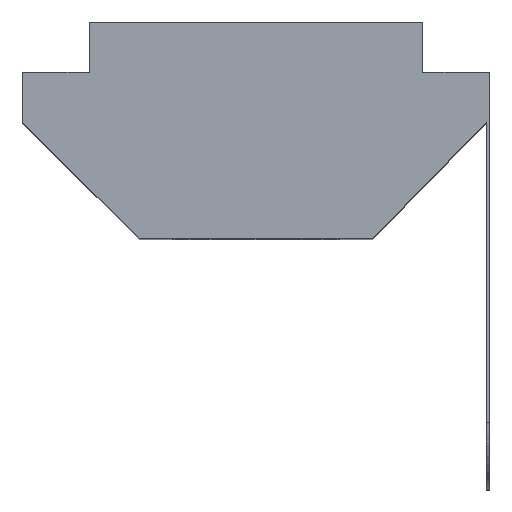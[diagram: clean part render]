
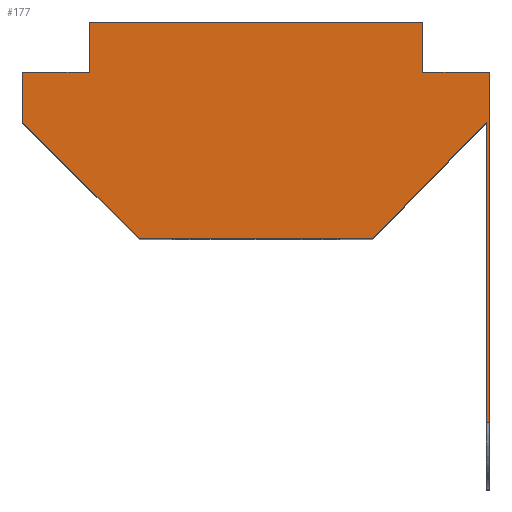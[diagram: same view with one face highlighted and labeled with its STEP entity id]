
A CAD part, top view. The second image highlights one B-rep face of the part: STEP entity #177.
In plain terms, the highlighted planar face has unit normal (0, 0, 1).
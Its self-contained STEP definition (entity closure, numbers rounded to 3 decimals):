
#11 = VERTEX_POINT ( 'NONE', #421 ) ;
#14 = LINE ( 'NONE', #809, #111 ) ;
#28 = VERTEX_POINT ( 'NONE', #362 ) ;
#36 = CARTESIAN_POINT ( 'NONE',  ( 0., -10.5, 20. ) ) ;
#43 = LINE ( 'NONE', #713, #606 ) ;
#65 = EDGE_CURVE ( 'NONE', #192, #28, #291, .T. ) ;
#83 = VERTEX_POINT ( 'NONE', #705 ) ;
#86 = ORIENTED_EDGE ( 'NONE', *, *, #537, .F. ) ;
#96 = CARTESIAN_POINT ( 'NONE',  ( 0., 0., 20. ) ) ;
#111 = VECTOR ( 'NONE', #472, 1000. ) ;
#118 = AXIS2_PLACEMENT_3D ( 'NONE', #714, #375, #646 ) ;
#119 = CARTESIAN_POINT ( 'NONE',  ( 3.5, -5., 20. ) ) ;
#127 = ORIENTED_EDGE ( 'NONE', *, *, #289, .F. ) ;
#139 = EDGE_CURVE ( 'NONE', #11, #604, #357, .T. ) ;
#150 = VERTEX_POINT ( 'NONE', #119 ) ;
#171 = DIRECTION ( 'NONE',  ( -1., 0., 0. ) ) ;
#177 = ADVANCED_FACE ( 'NONE', ( #182 ), #440, .T. ) ;
#182 = FACE_OUTER_BOUND ( 'NONE', #655, .T. ) ;
#192 = VERTEX_POINT ( 'NONE', #751 ) ;
#215 = CARTESIAN_POINT ( 'NONE',  ( 3.5, -5., 20. ) ) ;
#216 = VERTEX_POINT ( 'NONE', #793 ) ;
#222 = ORIENTED_EDGE ( 'NONE', *, *, #771, .F. ) ;
#223 = EDGE_CURVE ( 'NONE', #216, #785, #659, .T. ) ;
#232 = CARTESIAN_POINT ( 'NONE',  ( 14., -10.5, 20. ) ) ;
#233 = DIRECTION ( 'NONE',  ( 1., 0., 0. ) ) ;
#245 = VECTOR ( 'NONE', #560, 1000. ) ;
#256 = LINE ( 'NONE', #525, #326 ) ;
#258 = VERTEX_POINT ( 'NONE', #321 ) ;
#261 = ORIENTED_EDGE ( 'NONE', *, *, #784, .F. ) ;
#272 = ORIENTED_EDGE ( 'NONE', *, *, #781, .F. ) ;
#289 = EDGE_CURVE ( 'NONE', #803, #488, #857, .T. ) ;
#291 = LINE ( 'NONE', #96, #245 ) ;
#321 = CARTESIAN_POINT ( 'NONE',  ( 13.9, -1.5, 20. ) ) ;
#322 = CARTESIAN_POINT ( 'NONE',  ( 12., 0., 20. ) ) ;
#326 = VECTOR ( 'NONE', #859, 1000. ) ;
#337 = LINE ( 'NONE', #215, #779 ) ;
#339 = DIRECTION ( 'NONE',  ( 0., -1., 0. ) ) ;
#346 = VECTOR ( 'NONE', #233, 1000. ) ;
#352 = CARTESIAN_POINT ( 'NONE',  ( 2., 0., 20. ) ) ;
#353 = DIRECTION ( 'NONE',  ( -0.697, -0.717, 0. ) ) ;
#357 = LINE ( 'NONE', #36, #346 ) ;
#362 = CARTESIAN_POINT ( 'NONE',  ( 2., 0., 20. ) ) ;
#375 = DIRECTION ( 'NONE',  ( 0., 0., 1. ) ) ;
#378 = EDGE_CURVE ( 'NONE', #488, #604, #405, .T. ) ;
#387 = CARTESIAN_POINT ( 'NONE',  ( 12., 0., 20. ) ) ;
#396 = CARTESIAN_POINT ( 'NONE',  ( 0., 1.5, 20. ) ) ;
#405 = LINE ( 'NONE', #680, #676 ) ;
#421 = CARTESIAN_POINT ( 'NONE',  ( 13.9, -10.5, 20. ) ) ;
#428 = ORIENTED_EDGE ( 'NONE', *, *, #223, .F. ) ;
#429 = VECTOR ( 'NONE', #353, 1000. ) ;
#433 = LINE ( 'NONE', #352, #484 ) ;
#440 = PLANE ( 'NONE',  #118 ) ;
#448 = ORIENTED_EDGE ( 'NONE', *, *, #139, .T. ) ;
#453 = DIRECTION ( 'NONE',  ( 1., 0., 0. ) ) ;
#457 = EDGE_CURVE ( 'NONE', #258, #608, #555, .T. ) ;
#472 = DIRECTION ( 'NONE',  ( 0., -1., 0. ) ) ;
#480 = LINE ( 'NONE', #748, #711 ) ;
#484 = VECTOR ( 'NONE', #824, 1000. ) ;
#487 = CARTESIAN_POINT ( 'NONE',  ( 14., 0., 20. ) ) ;
#488 = VERTEX_POINT ( 'NONE', #487 ) ;
#509 = CARTESIAN_POINT ( 'NONE',  ( 10.5, -5., 20. ) ) ;
#525 = CARTESIAN_POINT ( 'NONE',  ( 13.9, -12.5, 20. ) ) ;
#537 = EDGE_CURVE ( 'NONE', #608, #150, #43, .T. ) ;
#542 = CARTESIAN_POINT ( 'NONE',  ( 13.9, -1.5, 20. ) ) ;
#543 = DIRECTION ( 'NONE',  ( -0.707, 0.707, 0. ) ) ;
#555 = LINE ( 'NONE', #542, #429 ) ;
#560 = DIRECTION ( 'NONE',  ( 1., 0., 0. ) ) ;
#595 = DIRECTION ( 'NONE',  ( 1., 0., 0. ) ) ;
#604 = VERTEX_POINT ( 'NONE', #232 ) ;
#606 = VECTOR ( 'NONE', #171, 1000. ) ;
#608 = VERTEX_POINT ( 'NONE', #509 ) ;
#646 = DIRECTION ( 'NONE',  ( 1., 0., 0. ) ) ;
#655 = EDGE_LOOP ( 'NONE', ( #753, #448, #720, #127, #261, #428, #683, #765, #272, #222, #86, #830 ) ) ;
#657 = VECTOR ( 'NONE', #595, 1000. ) ;
#659 = LINE ( 'NONE', #396, #862 ) ;
#676 = VECTOR ( 'NONE', #339, 1000. ) ;
#678 = DIRECTION ( 'NONE',  ( 0., 1., 0. ) ) ;
#680 = CARTESIAN_POINT ( 'NONE',  ( 14., 1.5, 20. ) ) ;
#683 = ORIENTED_EDGE ( 'NONE', *, *, #721, .F. ) ;
#705 = CARTESIAN_POINT ( 'NONE',  ( 0., -1.5, 20. ) ) ;
#711 = VECTOR ( 'NONE', #678, 1000. ) ;
#713 = CARTESIAN_POINT ( 'NONE',  ( 10.5, -5., 20. ) ) ;
#714 = CARTESIAN_POINT ( 'NONE',  ( 0., 0., 20. ) ) ;
#720 = ORIENTED_EDGE ( 'NONE', *, *, #378, .F. ) ;
#721 = EDGE_CURVE ( 'NONE', #28, #216, #433, .T. ) ;
#743 = CARTESIAN_POINT ( 'NONE',  ( 12., 1.5, 20. ) ) ;
#748 = CARTESIAN_POINT ( 'NONE',  ( 0., -1.5, 20. ) ) ;
#751 = CARTESIAN_POINT ( 'NONE',  ( 0., 0., 20. ) ) ;
#753 = ORIENTED_EDGE ( 'NONE', *, *, #818, .F. ) ;
#765 = ORIENTED_EDGE ( 'NONE', *, *, #65, .F. ) ;
#771 = EDGE_CURVE ( 'NONE', #150, #83, #337, .T. ) ;
#779 = VECTOR ( 'NONE', #543, 1000. ) ;
#781 = EDGE_CURVE ( 'NONE', #83, #192, #480, .T. ) ;
#784 = EDGE_CURVE ( 'NONE', #785, #803, #14, .T. ) ;
#785 = VERTEX_POINT ( 'NONE', #743 ) ;
#793 = CARTESIAN_POINT ( 'NONE',  ( 2., 1.5, 20. ) ) ;
#803 = VERTEX_POINT ( 'NONE', #322 ) ;
#809 = CARTESIAN_POINT ( 'NONE',  ( 12., 1.5, 20. ) ) ;
#818 = EDGE_CURVE ( 'NONE', #11, #258, #256, .T. ) ;
#824 = DIRECTION ( 'NONE',  ( 0., 1., 0. ) ) ;
#830 = ORIENTED_EDGE ( 'NONE', *, *, #457, .F. ) ;
#857 = LINE ( 'NONE', #387, #657 ) ;
#859 = DIRECTION ( 'NONE',  ( 0., 1., 0. ) ) ;
#862 = VECTOR ( 'NONE', #453, 1000. ) ;
